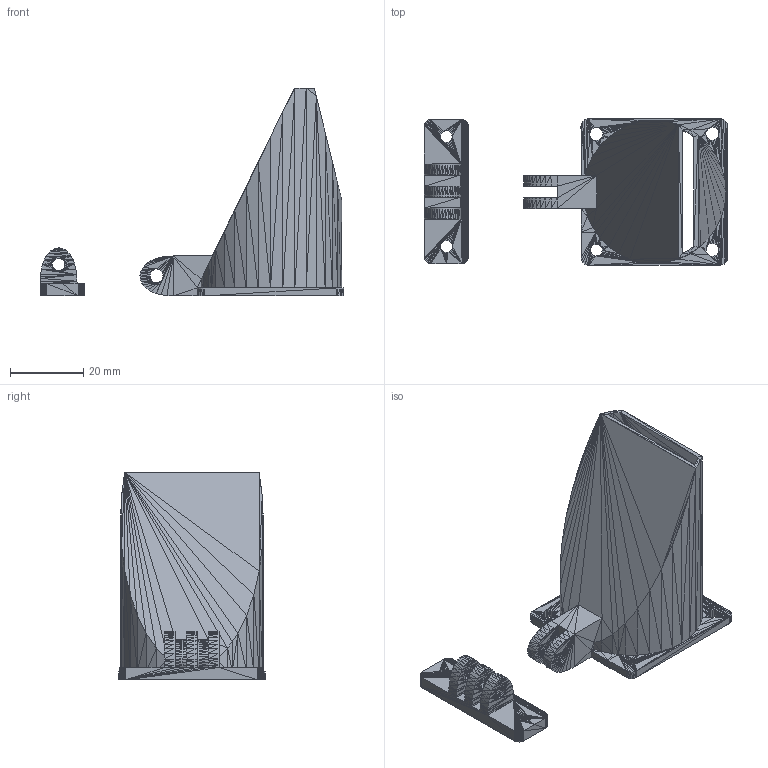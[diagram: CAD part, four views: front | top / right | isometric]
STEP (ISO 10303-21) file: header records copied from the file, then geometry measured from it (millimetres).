
FILE_DESCRIPTION(/* description */ (''),/* implementation_level */ '2;1');
FILE_NAME(/* name */ '1-Part_Cooling_Fan_Duct.stp',/* time_stamp */ '2017-03-23T13:05:56-04:00',/* author */ ('Tiktiki'),/* organization */ (''),/* preprocessor_version */ 'ST-DEVELOPER v16.1',/* originating_system */ 'Autodesk Inventor 2016',/* authorisation */ '');
FILE_SCHEMA (('AUTOMOTIVE_DESIGN { 1 0 10303 214 3 1 1 }'));
Length unit declared in the file: millimetre
Products named in the file (1): 1-Part_Cooling_Fan_Duct
Bounding box: 82.85 x 40.03 x 56.78 mm (x, y, z)
Volume: 10396.8 mm3; surface area: 16139.1 mm2
Topology: 2 solids, 2 shells, 2085 faces, 3181 edges, 1076 vertices
Faces by surface type: plane 2085
Entity records: 41134 total; most frequent: DIRECTION 7353, ORIENTED_EDGE 6362, CARTESIAN_POINT 6343, LINE 3181, VECTOR 3181, EDGE_CURVE 3181, AXIS2_PLACEMENT_3D 2086, FACE_OUTER_BOUND 2085
